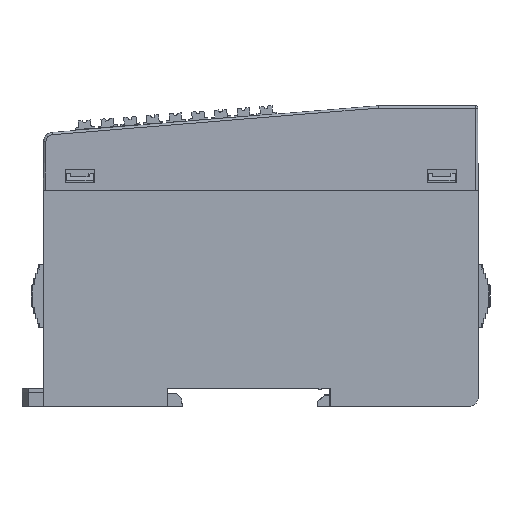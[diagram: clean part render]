
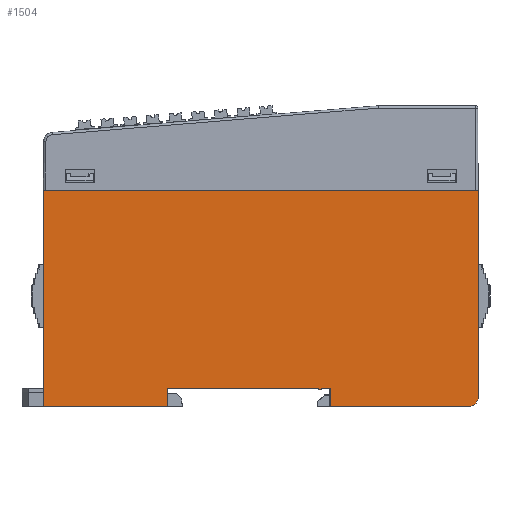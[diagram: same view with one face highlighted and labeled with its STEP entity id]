
A CAD part, left-side view. The second image highlights one B-rep face of the part: STEP entity #1504.
In plain terms, the highlighted planar face has unit normal (-1, 0, 0).
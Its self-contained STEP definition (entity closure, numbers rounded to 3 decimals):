
#535=CIRCLE('',#27085,0.547);
#557=CIRCLE('',#27621,2.);
#1504=ADVANCED_FACE('',(#4148),#2852,.T.);
#2852=PLANE('',#27622);
#4148=FACE_OUTER_BOUND('',#5619,.T.);
#5619=EDGE_LOOP('',(#9255,#9256,#9257,#9258,#9259,#9260,#9261,#9262,#9263,
#9264,#9265));
#9255=ORIENTED_EDGE('',*,*,#16700,.F.);
#9256=ORIENTED_EDGE('',*,*,#18383,.T.);
#9257=ORIENTED_EDGE('',*,*,#18384,.T.);
#9258=ORIENTED_EDGE('',*,*,#16835,.F.);
#9259=ORIENTED_EDGE('',*,*,#16860,.F.);
#9260=ORIENTED_EDGE('',*,*,#17110,.F.);
#9261=ORIENTED_EDGE('',*,*,#16692,.F.);
#9262=ORIENTED_EDGE('',*,*,#18166,.F.);
#9263=ORIENTED_EDGE('',*,*,#17138,.T.);
#9264=ORIENTED_EDGE('',*,*,#18385,.T.);
#9265=ORIENTED_EDGE('',*,*,#17104,.F.);
#14179=VERTEX_POINT('',#35900);
#14180=VERTEX_POINT('',#35902);
#14187=VERTEX_POINT('',#35917);
#14188=VERTEX_POINT('',#35919);
#14288=VERTEX_POINT('',#36199);
#14289=VERTEX_POINT('',#36201);
#14311=VERTEX_POINT('',#36248);
#14540=VERTEX_POINT('',#36758);
#14564=VERTEX_POINT('',#36824);
#14565=VERTEX_POINT('',#36826);
#15314=VERTEX_POINT('',#42116);
#16692=EDGE_CURVE('',#14179,#14180,#20492,.T.);
#16700=EDGE_CURVE('',#14187,#14188,#20500,.T.);
#16835=EDGE_CURVE('',#14288,#14289,#20612,.T.);
#16860=EDGE_CURVE('',#14311,#14288,#20634,.T.);
#17104=EDGE_CURVE('',#14188,#14540,#20870,.T.);
#17110=EDGE_CURVE('',#14180,#14311,#20876,.T.);
#17138=EDGE_CURVE('',#14565,#14564,#535,.T.);
#18166=EDGE_CURVE('',#14565,#14179,#21926,.T.);
#18383=EDGE_CURVE('',#14187,#15314,#557,.T.);
#18384=EDGE_CURVE('',#15314,#14289,#22048,.T.);
#18385=EDGE_CURVE('',#14564,#14540,#22049,.T.);
#20492=LINE('',#35901,#23767);
#20500=LINE('',#35918,#23775);
#20612=LINE('',#36200,#23887);
#20634=LINE('',#36249,#23909);
#20870=LINE('',#36757,#24145);
#20876=LINE('',#36768,#24151);
#21926=LINE('',#38890,#25201);
#22048=LINE('',#42117,#25323);
#22049=LINE('',#42118,#25324);
#23767=VECTOR('',#28904,1.);
#23775=VECTOR('',#28914,1.);
#23887=VECTOR('',#29164,1.);
#23909=VECTOR('',#29194,1.);
#24145=VECTOR('',#29470,1.);
#24151=VECTOR('',#29478,1.);
#25201=VECTOR('',#31392,1.);
#25323=VECTOR('',#31750,1.);
#25324=VECTOR('',#31751,1.);
#27085=AXIS2_PLACEMENT_3D('',#36825,#29527,#29528);
#27621=AXIS2_PLACEMENT_3D('',#42115,#31748,#31749);
#27622=AXIS2_PLACEMENT_3D('',#42119,#31752,#31753);
#28904=DIRECTION('',(0.,0.017,-1.));
#28914=DIRECTION('',(0.,1.,0.));
#29164=DIRECTION('',(0.,-1.,0.));
#29194=DIRECTION('',(0.,0.,1.));
#29470=DIRECTION('',(0.,0.,1.));
#29478=DIRECTION('',(0.,1.,0.));
#29527=DIRECTION('',(-1.,0.,0.));
#29528=DIRECTION('',(0.,0.,-1.));
#31392=DIRECTION('',(0.,1.,0.));
#31748=DIRECTION('',(-1.,0.,0.));
#31749=DIRECTION('',(0.,0.,1.));
#31750=DIRECTION('',(0.,0.,1.));
#31751=DIRECTION('',(0.,-1.,0.));
#31752=DIRECTION('',(-1.,0.,0.));
#31753=DIRECTION('',(0.,-1.,0.));
#35900=CARTESIAN_POINT('',(-330.588,96.312,-32.797));
#35901=CARTESIAN_POINT('',(-330.588,96.312,-32.797));
#35902=CARTESIAN_POINT('',(-330.588,96.381,-36.801));
#35917=CARTESIAN_POINT('',(-330.588,29.994,-36.801));
#35918=CARTESIAN_POINT('',(-330.588,48.389,-36.801));
#35919=CARTESIAN_POINT('',(-330.588,60.553,-36.801));
#36199=CARTESIAN_POINT('',(-330.588,123.589,10.693));
#36200=CARTESIAN_POINT('',(-330.588,78.544,10.693));
#36201=CARTESIAN_POINT('',(-330.588,27.994,10.693));
#36248=CARTESIAN_POINT('',(-330.588,123.589,-36.801));
#36249=CARTESIAN_POINT('',(-330.588,123.589,-42.437));
#36757=CARTESIAN_POINT('',(-330.588,60.553,-39.127));
#36758=CARTESIAN_POINT('',(-330.588,60.553,-32.797));
#36768=CARTESIAN_POINT('',(-330.588,109.95,-36.801));
#36824=CARTESIAN_POINT('',(-330.588,62.274,-32.797));
#36825=CARTESIAN_POINT('',(-330.588,62.786,-32.605));
#36826=CARTESIAN_POINT('',(-330.588,63.298,-32.797));
#38890=CARTESIAN_POINT('',(-330.588,78.544,-32.797));
#42115=CARTESIAN_POINT('',(-330.588,29.994,-34.801));
#42116=CARTESIAN_POINT('',(-330.588,27.994,-34.801));
#42117=CARTESIAN_POINT('',(-330.588,27.994,-9.273));
#42118=CARTESIAN_POINT('',(-330.588,78.544,-32.797));
#42119=CARTESIAN_POINT('',(-330.588,78.544,-42.437));
